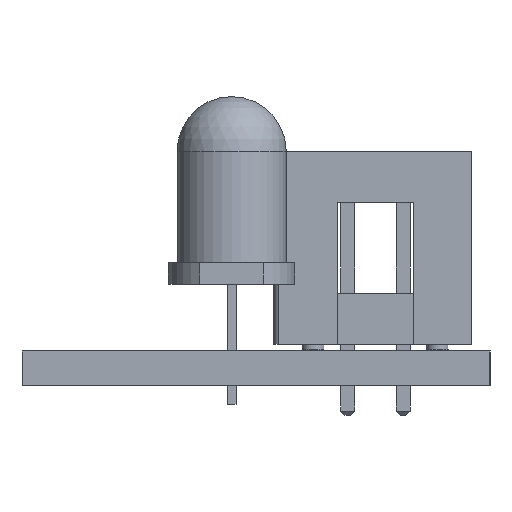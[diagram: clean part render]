
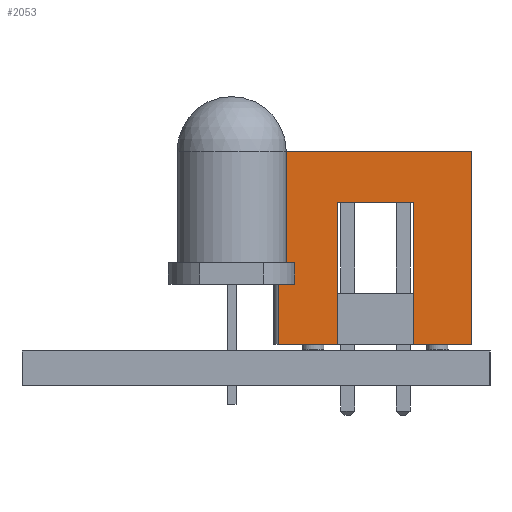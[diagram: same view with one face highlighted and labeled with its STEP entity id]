
A CAD part, left-side view. The second image highlights one B-rep face of the part: STEP entity #2053.
In plain terms, the highlighted face is planar.
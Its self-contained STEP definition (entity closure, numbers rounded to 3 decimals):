
#1830 = EDGE_CURVE('',#1831,#1833,#1835,.T.);
#1831 = VERTEX_POINT('',#1832);
#1832 = CARTESIAN_POINT('',(-3.155,5.1,0.25));
#1833 = VERTEX_POINT('',#1834);
#1834 = CARTESIAN_POINT('',(-3.155,5.1,9.1));
#1835 = SURFACE_CURVE('',#1836,(#1840,#1852),.PCURVE_S1.);
#1836 = LINE('',#1837,#1838);
#1837 = CARTESIAN_POINT('',(-3.155,5.1,0.25));
#1838 = VECTOR('',#1839,1.);
#1839 = DIRECTION('',(0.,0.,1.));
#1840 = PCURVE('',#1841,#1846);
#1841 = PLANE('',#1842);
#1842 = AXIS2_PLACEMENT_3D('',#1843,#1844,#1845);
#1843 = CARTESIAN_POINT('',(-3.155,-6.35,4.675));
#1844 = DIRECTION('',(-1.,0.,0.));
#1845 = DIRECTION('',(0.,0.,-1.));
#1846 = DEFINITIONAL_REPRESENTATION('',(#1847),#1851);
#1847 = LINE('',#1848,#1849);
#1848 = CARTESIAN_POINT('',(4.425,-11.45));
#1849 = VECTOR('',#1850,1.);
#1850 = DIRECTION('',(-1.,0.));
#1851 = ( GEOMETRIC_REPRESENTATION_CONTEXT(2) 
PARAMETRIC_REPRESENTATION_CONTEXT() REPRESENTATION_CONTEXT('2D SPACE',''
  ) );
#1852 = PCURVE('',#1853,#1858);
#1853 = PLANE('',#1854);
#1854 = AXIS2_PLACEMENT_3D('',#1855,#1856,#1857);
#1855 = CARTESIAN_POINT('',(1.27,5.1,4.675));
#1856 = DIRECTION('',(0.,1.,0.));
#1857 = DIRECTION('',(0.,0.,1.));
#1858 = DEFINITIONAL_REPRESENTATION('',(#1859),#1863);
#1859 = LINE('',#1860,#1861);
#1860 = CARTESIAN_POINT('',(-4.425,-4.425));
#1861 = VECTOR('',#1862,1.);
#1862 = DIRECTION('',(1.,0.));
#1863 = ( GEOMETRIC_REPRESENTATION_CONTEXT(2) 
PARAMETRIC_REPRESENTATION_CONTEXT() REPRESENTATION_CONTEXT('2D SPACE',''
  ) );
#1881 = PLANE('',#1882);
#1882 = AXIS2_PLACEMENT_3D('',#1883,#1884,#1885);
#1883 = CARTESIAN_POINT('',(1.314,-6.35,0.25));
#1884 = DIRECTION('',(0.,0.,-1.));
#1885 = DIRECTION('',(-1.,0.,0.));
#1937 = PLANE('',#1938);
#1938 = AXIS2_PLACEMENT_3D('',#1939,#1940,#1941);
#1939 = CARTESIAN_POINT('',(1.27,-6.35,9.1));
#1940 = DIRECTION('',(0.,0.,1.));
#1941 = DIRECTION('',(1.,0.,0.));
#2053 = ADVANCED_FACE('',(#2054),#1853,.T.);
#2054 = FACE_BOUND('',#2055,.T.);
#2055 = EDGE_LOOP('',(#2056,#2086,#2109,#2137,#2165,#2193,#2214,#2215));
#2056 = ORIENTED_EDGE('',*,*,#2057,.F.);
#2057 = EDGE_CURVE('',#2058,#2060,#2062,.T.);
#2058 = VERTEX_POINT('',#2059);
#2059 = CARTESIAN_POINT('',(5.695,5.1,0.25));
#2060 = VERTEX_POINT('',#2061);
#2061 = CARTESIAN_POINT('',(5.695,5.1,9.1));
#2062 = SURFACE_CURVE('',#2063,(#2067,#2074),.PCURVE_S1.);
#2063 = LINE('',#2064,#2065);
#2064 = CARTESIAN_POINT('',(5.695,5.1,0.25));
#2065 = VECTOR('',#2066,1.);
#2066 = DIRECTION('',(0.,0.,1.));
#2067 = PCURVE('',#1853,#2068);
#2068 = DEFINITIONAL_REPRESENTATION('',(#2069),#2073);
#2069 = LINE('',#2070,#2071);
#2070 = CARTESIAN_POINT('',(-4.425,4.425));
#2071 = VECTOR('',#2072,1.);
#2072 = DIRECTION('',(1.,0.));
#2073 = ( GEOMETRIC_REPRESENTATION_CONTEXT(2) 
PARAMETRIC_REPRESENTATION_CONTEXT() REPRESENTATION_CONTEXT('2D SPACE',''
  ) );
#2074 = PCURVE('',#2075,#2080);
#2075 = PLANE('',#2076);
#2076 = AXIS2_PLACEMENT_3D('',#2077,#2078,#2079);
#2077 = CARTESIAN_POINT('',(5.695,-6.35,4.675));
#2078 = DIRECTION('',(1.,0.,0.));
#2079 = DIRECTION('',(0.,0.,1.));
#2080 = DEFINITIONAL_REPRESENTATION('',(#2081),#2085);
#2081 = LINE('',#2082,#2083);
#2082 = CARTESIAN_POINT('',(-4.425,-11.45));
#2083 = VECTOR('',#2084,1.);
#2084 = DIRECTION('',(1.,0.));
#2085 = ( GEOMETRIC_REPRESENTATION_CONTEXT(2) 
PARAMETRIC_REPRESENTATION_CONTEXT() REPRESENTATION_CONTEXT('2D SPACE',''
  ) );
#2086 = ORIENTED_EDGE('',*,*,#2087,.T.);
#2087 = EDGE_CURVE('',#2058,#2088,#2090,.T.);
#2088 = VERTEX_POINT('',#2089);
#2089 = CARTESIAN_POINT('',(3.02,5.1,0.25));
#2090 = SURFACE_CURVE('',#2091,(#2095,#2102),.PCURVE_S1.);
#2091 = LINE('',#2092,#2093);
#2092 = CARTESIAN_POINT('',(5.695,5.1,0.25));
#2093 = VECTOR('',#2094,1.);
#2094 = DIRECTION('',(-1.,0.,0.));
#2095 = PCURVE('',#1853,#2096);
#2096 = DEFINITIONAL_REPRESENTATION('',(#2097),#2101);
#2097 = LINE('',#2098,#2099);
#2098 = CARTESIAN_POINT('',(-4.425,4.425));
#2099 = VECTOR('',#2100,1.);
#2100 = DIRECTION('',(0.,-1.));
#2101 = ( GEOMETRIC_REPRESENTATION_CONTEXT(2) 
PARAMETRIC_REPRESENTATION_CONTEXT() REPRESENTATION_CONTEXT('2D SPACE',''
  ) );
#2102 = PCURVE('',#1881,#2103);
#2103 = DEFINITIONAL_REPRESENTATION('',(#2104),#2108);
#2104 = LINE('',#2105,#2106);
#2105 = CARTESIAN_POINT('',(-4.381,11.45));
#2106 = VECTOR('',#2107,1.);
#2107 = DIRECTION('',(1.,0.));
#2108 = ( GEOMETRIC_REPRESENTATION_CONTEXT(2) 
PARAMETRIC_REPRESENTATION_CONTEXT() REPRESENTATION_CONTEXT('2D SPACE',''
  ) );
#2109 = ORIENTED_EDGE('',*,*,#2110,.T.);
#2110 = EDGE_CURVE('',#2088,#2111,#2113,.T.);
#2111 = VERTEX_POINT('',#2112);
#2112 = CARTESIAN_POINT('',(3.02,5.1,6.75));
#2113 = SURFACE_CURVE('',#2114,(#2118,#2125),.PCURVE_S1.);
#2114 = LINE('',#2115,#2116);
#2115 = CARTESIAN_POINT('',(3.02,5.1,2.463));
#2116 = VECTOR('',#2117,1.);
#2117 = DIRECTION('',(0.,0.,1.));
#2118 = PCURVE('',#1853,#2119);
#2119 = DEFINITIONAL_REPRESENTATION('',(#2120),#2124);
#2120 = LINE('',#2121,#2122);
#2121 = CARTESIAN_POINT('',(-2.213,1.75));
#2122 = VECTOR('',#2123,1.);
#2123 = DIRECTION('',(1.,0.));
#2124 = ( GEOMETRIC_REPRESENTATION_CONTEXT(2) 
PARAMETRIC_REPRESENTATION_CONTEXT() REPRESENTATION_CONTEXT('2D SPACE',''
  ) );
#2125 = PCURVE('',#2126,#2131);
#2126 = PLANE('',#2127);
#2127 = AXIS2_PLACEMENT_3D('',#2128,#2129,#2130);
#2128 = CARTESIAN_POINT('',(3.02,3.85,0.25));
#2129 = DIRECTION('',(-1.,0.,0.));
#2130 = DIRECTION('',(0.,1.,0.));
#2131 = DEFINITIONAL_REPRESENTATION('',(#2132),#2136);
#2132 = LINE('',#2133,#2134);
#2133 = CARTESIAN_POINT('',(1.25,-2.213));
#2134 = VECTOR('',#2135,1.);
#2135 = DIRECTION('',(0.,-1.));
#2136 = ( GEOMETRIC_REPRESENTATION_CONTEXT(2) 
PARAMETRIC_REPRESENTATION_CONTEXT() REPRESENTATION_CONTEXT('2D SPACE',''
  ) );
#2137 = ORIENTED_EDGE('',*,*,#2138,.F.);
#2138 = EDGE_CURVE('',#2139,#2111,#2141,.T.);
#2139 = VERTEX_POINT('',#2140);
#2140 = CARTESIAN_POINT('',(-0.48,5.1,6.75));
#2141 = SURFACE_CURVE('',#2142,(#2146,#2153),.PCURVE_S1.);
#2142 = LINE('',#2143,#2144);
#2143 = CARTESIAN_POINT('',(1.27,5.1,6.75));
#2144 = VECTOR('',#2145,1.);
#2145 = DIRECTION('',(1.,0.,0.));
#2146 = PCURVE('',#1853,#2147);
#2147 = DEFINITIONAL_REPRESENTATION('',(#2148),#2152);
#2148 = LINE('',#2149,#2150);
#2149 = CARTESIAN_POINT('',(2.075,0.));
#2150 = VECTOR('',#2151,1.);
#2151 = DIRECTION('',(0.,1.));
#2152 = ( GEOMETRIC_REPRESENTATION_CONTEXT(2) 
PARAMETRIC_REPRESENTATION_CONTEXT() REPRESENTATION_CONTEXT('2D SPACE',''
  ) );
#2153 = PCURVE('',#2154,#2159);
#2154 = PLANE('',#2155);
#2155 = AXIS2_PLACEMENT_3D('',#2156,#2157,#2158);
#2156 = CARTESIAN_POINT('',(1.27,5.1,6.75));
#2157 = DIRECTION('',(0.,0.,1.));
#2158 = DIRECTION('',(1.,0.,0.));
#2159 = DEFINITIONAL_REPRESENTATION('',(#2160),#2164);
#2160 = LINE('',#2161,#2162);
#2161 = CARTESIAN_POINT('',(0.,0.));
#2162 = VECTOR('',#2163,1.);
#2163 = DIRECTION('',(1.,0.));
#2164 = ( GEOMETRIC_REPRESENTATION_CONTEXT(2) 
PARAMETRIC_REPRESENTATION_CONTEXT() REPRESENTATION_CONTEXT('2D SPACE',''
  ) );
#2165 = ORIENTED_EDGE('',*,*,#2166,.T.);
#2166 = EDGE_CURVE('',#2139,#2167,#2169,.T.);
#2167 = VERTEX_POINT('',#2168);
#2168 = CARTESIAN_POINT('',(-0.48,5.1,0.25));
#2169 = SURFACE_CURVE('',#2170,(#2174,#2181),.PCURVE_S1.);
#2170 = LINE('',#2171,#2172);
#2171 = CARTESIAN_POINT('',(-0.48,5.1,2.463));
#2172 = VECTOR('',#2173,1.);
#2173 = DIRECTION('',(0.,0.,-1.));
#2174 = PCURVE('',#1853,#2175);
#2175 = DEFINITIONAL_REPRESENTATION('',(#2176),#2180);
#2176 = LINE('',#2177,#2178);
#2177 = CARTESIAN_POINT('',(-2.213,-1.75));
#2178 = VECTOR('',#2179,1.);
#2179 = DIRECTION('',(-1.,0.));
#2180 = ( GEOMETRIC_REPRESENTATION_CONTEXT(2) 
PARAMETRIC_REPRESENTATION_CONTEXT() REPRESENTATION_CONTEXT('2D SPACE',''
  ) );
#2181 = PCURVE('',#2182,#2187);
#2182 = PLANE('',#2183);
#2183 = AXIS2_PLACEMENT_3D('',#2184,#2185,#2186);
#2184 = CARTESIAN_POINT('',(-0.48,6.35,0.25));
#2185 = DIRECTION('',(1.,0.,0.));
#2186 = DIRECTION('',(0.,-1.,0.));
#2187 = DEFINITIONAL_REPRESENTATION('',(#2188),#2192);
#2188 = LINE('',#2189,#2190);
#2189 = CARTESIAN_POINT('',(1.25,-2.213));
#2190 = VECTOR('',#2191,1.);
#2191 = DIRECTION('',(0.,1.));
#2192 = ( GEOMETRIC_REPRESENTATION_CONTEXT(2) 
PARAMETRIC_REPRESENTATION_CONTEXT() REPRESENTATION_CONTEXT('2D SPACE',''
  ) );
#2193 = ORIENTED_EDGE('',*,*,#2194,.T.);
#2194 = EDGE_CURVE('',#2167,#1831,#2195,.T.);
#2195 = SURFACE_CURVE('',#2196,(#2200,#2207),.PCURVE_S1.);
#2196 = LINE('',#2197,#2198);
#2197 = CARTESIAN_POINT('',(5.695,5.1,0.25));
#2198 = VECTOR('',#2199,1.);
#2199 = DIRECTION('',(-1.,0.,0.));
#2200 = PCURVE('',#1853,#2201);
#2201 = DEFINITIONAL_REPRESENTATION('',(#2202),#2206);
#2202 = LINE('',#2203,#2204);
#2203 = CARTESIAN_POINT('',(-4.425,4.425));
#2204 = VECTOR('',#2205,1.);
#2205 = DIRECTION('',(0.,-1.));
#2206 = ( GEOMETRIC_REPRESENTATION_CONTEXT(2) 
PARAMETRIC_REPRESENTATION_CONTEXT() REPRESENTATION_CONTEXT('2D SPACE',''
  ) );
#2207 = PCURVE('',#1881,#2208);
#2208 = DEFINITIONAL_REPRESENTATION('',(#2209),#2213);
#2209 = LINE('',#2210,#2211);
#2210 = CARTESIAN_POINT('',(-4.381,11.45));
#2211 = VECTOR('',#2212,1.);
#2212 = DIRECTION('',(1.,0.));
#2213 = ( GEOMETRIC_REPRESENTATION_CONTEXT(2) 
PARAMETRIC_REPRESENTATION_CONTEXT() REPRESENTATION_CONTEXT('2D SPACE',''
  ) );
#2214 = ORIENTED_EDGE('',*,*,#1830,.T.);
#2215 = ORIENTED_EDGE('',*,*,#2216,.F.);
#2216 = EDGE_CURVE('',#2060,#1833,#2217,.T.);
#2217 = SURFACE_CURVE('',#2218,(#2222,#2229),.PCURVE_S1.);
#2218 = LINE('',#2219,#2220);
#2219 = CARTESIAN_POINT('',(5.695,5.1,9.1));
#2220 = VECTOR('',#2221,1.);
#2221 = DIRECTION('',(-1.,0.,0.));
#2222 = PCURVE('',#1853,#2223);
#2223 = DEFINITIONAL_REPRESENTATION('',(#2224),#2228);
#2224 = LINE('',#2225,#2226);
#2225 = CARTESIAN_POINT('',(4.425,4.425));
#2226 = VECTOR('',#2227,1.);
#2227 = DIRECTION('',(0.,-1.));
#2228 = ( GEOMETRIC_REPRESENTATION_CONTEXT(2) 
PARAMETRIC_REPRESENTATION_CONTEXT() REPRESENTATION_CONTEXT('2D SPACE',''
  ) );
#2229 = PCURVE('',#1937,#2230);
#2230 = DEFINITIONAL_REPRESENTATION('',(#2231),#2235);
#2231 = LINE('',#2232,#2233);
#2232 = CARTESIAN_POINT('',(4.425,11.45));
#2233 = VECTOR('',#2234,1.);
#2234 = DIRECTION('',(-1.,0.));
#2235 = ( GEOMETRIC_REPRESENTATION_CONTEXT(2) 
PARAMETRIC_REPRESENTATION_CONTEXT() REPRESENTATION_CONTEXT('2D SPACE',''
  ) );
